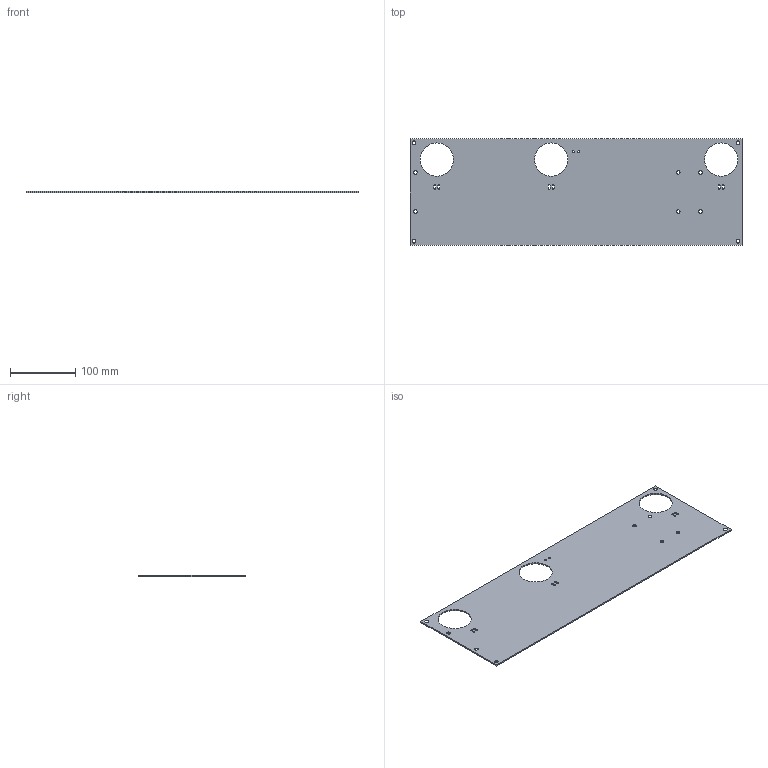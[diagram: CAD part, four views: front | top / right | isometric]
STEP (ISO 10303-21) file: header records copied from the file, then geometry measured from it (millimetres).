
FILE_DESCRIPTION(('FreeCAD Model'),'2;1');
FILE_NAME('left_side_plate_kauri_v0.1.step', '2015-07-24T12:12:07',('Author'),(''), 'Open CASCADE STEP processor 6.7','FreeCAD','Unknown');
FILE_SCHEMA(('AUTOMOTIVE_DESIGN_CC2 { 1 2 10303 214 -1 1 5 4 }'));
Length unit declared in the file: millimetre
Products named in the file (2): ASSEMBLY; Chamfer
Assembly tree (1 placements, depth 2):
  ASSEMBLY
    Chamfer
Bounding box: 508 x 163 x 2.03 mm (x, y, z)
Volume: 154599.8 mm3; surface area: 156876.2 mm2
Topology: 1 solids, 1 shells, 55 faces, 149 edges, 96 vertices
Faces by surface type: cylinder 27, plane 18, cone 10
Full cylindrical faces by diameter (mm): 3 x2, 5.4 x10, 50.8 x3
Entity records: 3853 total; most frequent: CARTESIAN_POINT 824, DIRECTION 551, ORIENTED_EDGE 298, PCURVE 298, DEFINITIONAL_REPRESENTATION 298, LINE 285, VECTOR 285, EDGE_CURVE 149
